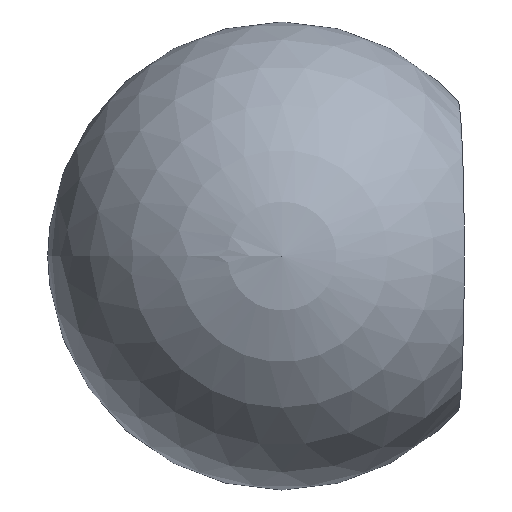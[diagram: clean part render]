
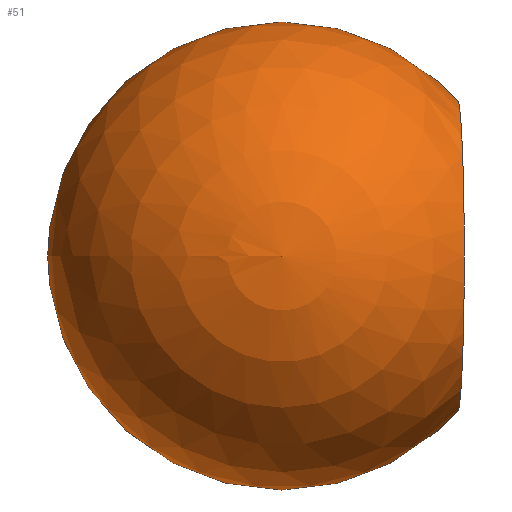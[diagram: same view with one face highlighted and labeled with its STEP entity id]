
A CAD part, left-side view. The second image highlights one B-rep face of the part: STEP entity #51.
In plain terms, the highlighted spherical face has radius 16.15 mm.
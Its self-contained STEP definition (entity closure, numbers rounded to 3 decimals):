
#51 = ADVANCED_FACE( '', ( #109, #110, #111 ), #112, .T. );
#109 = FACE_BOUND( '', #170, .T. );
#110 = FACE_OUTER_BOUND( '', #171, .T. );
#111 = FACE_BOUND( '', #172, .T. );
#112 = SPHERICAL_SURFACE( '', #173, 16.15 );
#170 = VERTEX_LOOP( '', #239 );
#171 = EDGE_LOOP( '', ( #240 ) );
#172 = EDGE_LOOP( '', ( #241 ) );
#173 = AXIS2_PLACEMENT_3D( '', #242, #243, #244 );
#239 = VERTEX_POINT( '', #295 );
#240 = ORIENTED_EDGE( '', *, *, #290, .F. );
#241 = ORIENTED_EDGE( '', *, *, #277, .T. );
#242 = CARTESIAN_POINT( '', ( 0., 0., 0. ) );
#243 = DIRECTION( '', ( 1., 0., 0. ) );
#244 = DIRECTION( '', ( 0., 1., 0. ) );
#277 = EDGE_CURVE( '', #307, #307, #308, .F. );
#290 = EDGE_CURVE( '', #325, #325, #326, .T. );
#295 = CARTESIAN_POINT( '', ( -16.15, 0., 0. ) );
#307 = VERTEX_POINT( '', #344 );
#308 = CIRCLE( '', #345, 10.696 );
#325 = VERTEX_POINT( '', #362 );
#326 = CIRCLE( '', #363, 11.542 );
#344 = CARTESIAN_POINT( '', ( 11.214, -11.622, 0. ) );
#345 = AXIS2_PLACEMENT_3D( '', #381, #382, #383 );
#362 = CARTESIAN_POINT( '', ( 11.296, 0., -11.542 ) );
#363 = AXIS2_PLACEMENT_3D( '', #402, #403, #404 );
#381 = CARTESIAN_POINT( '', ( 0.528, -12.088, 0. ) );
#382 = DIRECTION( '', ( 0.044, -0.999, 0. ) );
#383 = DIRECTION( '', ( 0.999, 0.044, 0. ) );
#402 = CARTESIAN_POINT( '', ( 11.296, 0., 0. ) );
#403 = DIRECTION( '', ( 1., 0., 0. ) );
#404 = DIRECTION( '', ( 0., 0., -1. ) );
